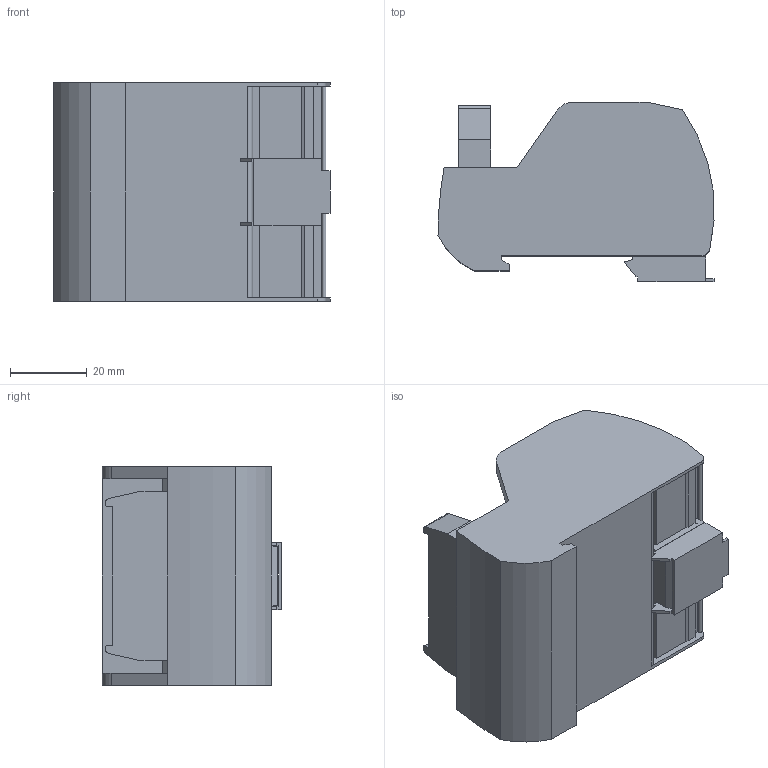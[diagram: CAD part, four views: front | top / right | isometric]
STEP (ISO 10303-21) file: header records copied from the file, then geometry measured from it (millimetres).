
FILE_DESCRIPTION(('SolidDesigner STEP Export'),'2;1');
FILE_NAME('2903790_VIP_2_PT_FLK20-select.stp','2016-02-24T14:11:17',(''),(''),'Creo Elements/Direct Modeling STEP processor for AP214 (Solid Model)','Creo Elements/Direct Modeling 18.1 06-May-2012 (C) Parametric Technology GmbH','');
FILE_SCHEMA(('AUTOMOTIVE_DESIGN { 1 0 10303 214 1 1 1 1 }'));
Products named in the file (2): 2903790_VIP_2_PT_FLK20-select
Assembly tree (1 placements, depth 2):
  2903790_VIP_2_PT_FLK20-select
    2903790_VIP_2_PT_FLK20-select
Bounding box: 72.05 x 46.9 x 57.1 mm (x, y, z)
Volume: 118672.1 mm3; surface area: 26010.5 mm2
Topology: 1 solids, 1 shells, 825 faces, 2395 edges, 1611 vertices
Faces by surface type: plane 665, cylinder 120, bspline 20, extrusion 20
Entity records: 46814 total; most frequent: CARTESIAN_POINT 18438, ORIENTED_EDGE 4790, DIRECTION 4016, EDGE_CURVE 2395, VECTOR 1852, LINE 1827, VERTEX_POINT 1611, AXIS2_PLACEMENT_3D 1082
